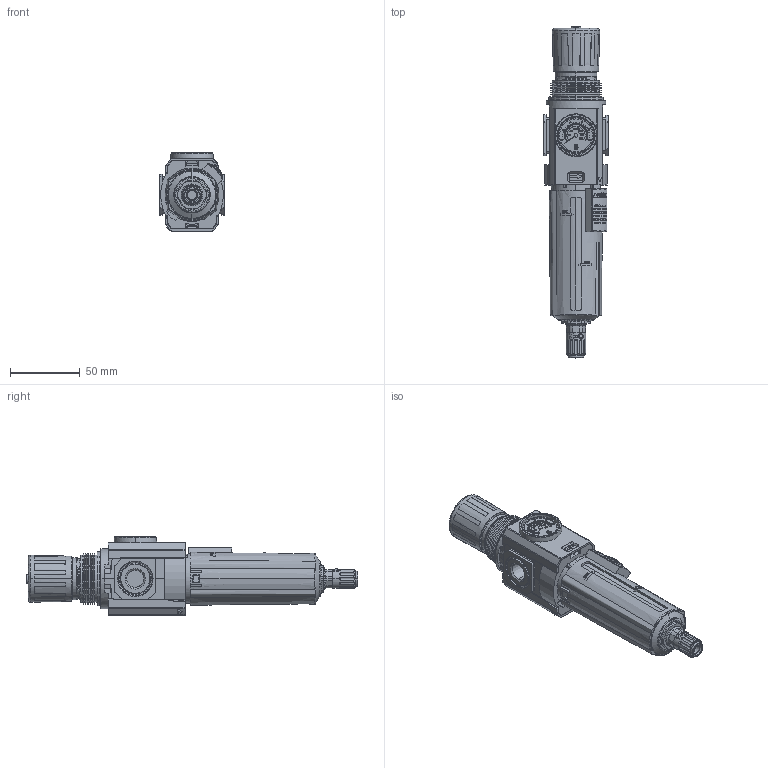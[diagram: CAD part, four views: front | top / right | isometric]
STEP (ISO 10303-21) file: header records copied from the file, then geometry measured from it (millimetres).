
FILE_DESCRIPTION (( 'STEP AP203' ), '1' );
FILE_NAME ('B82G-2AK-AP3-RMG.step', '2021-09-07T17:38:15', ( '' ), ( '' ), 'SwSTEP 2.0', 'SolidWorks 2021', '' );
FILE_SCHEMA (( 'CONFIG_CONTROL_DESIGN' ));
Length unit declared in the file: inch
Products named in the file (1): B82G-2AK-AP3-RMG
Bounding box: 46.5 x 238.23 x 56 mm (x, y, z)
Volume: 286050.4 mm3; surface area: 73282.4 mm2
Topology: 8 solids, 8 shells, 2715 faces, 7467 edges, 4914 vertices
Faces by surface type: cylinder 1255, plane 1038, cone 199, bspline 195, torus 28
Entity records: 94749 total; most frequent: CARTESIAN_POINT 26456, ORIENTED_EDGE 14934, DIRECTION 13943, EDGE_CURVE 7467, AXIS2_PLACEMENT_3D 5215, VERTEX_POINT 4914, VECTOR 3513, LINE 3513
